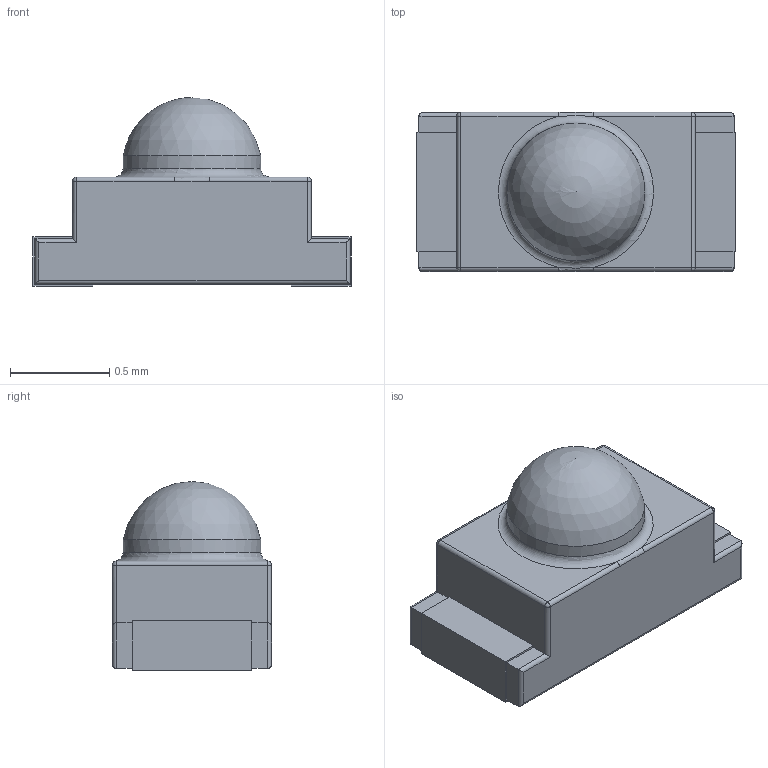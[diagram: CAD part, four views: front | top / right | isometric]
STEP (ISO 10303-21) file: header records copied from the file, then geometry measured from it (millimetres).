
FILE_DESCRIPTION(/* description */ ('Unknown'),/* implementation_level */ '2;1');
FILE_NAME(/* name */ 'APTD1608LSECK_J3-PF',/* time_stamp */ '2023-05-10T13:29:14+02:00',/* author */ ('Unknown'),/* organization */ ('Unknown'),/* preprocessor_version */ 'ST-DEVELOPER v18.102',/* originating_system */ 'Solid Edge',/* authorisation */ 'Unknown');
FILE_SCHEMA (('AUTOMOTIVE_DESIGN {1 0 10303 214 3 1 1}'));
Length unit declared in the file: millimetre
Products named in the file (1): APTD1608LSECK_J3-PF
Bounding box: 1.6 x 0.8 x 0.95 mm (x, y, z)
Volume: 0.7 mm3; surface area: 5.3 mm2
Topology: 1 solids, 1 shells, 60 faces, 149 edges, 87 vertices
Faces by surface type: plane 31, cylinder 20, sphere 5, bspline 2, cone 1, torus 1
Entity records: 2230 total; most frequent: CARTESIAN_POINT 318, DIRECTION 285, ORIENTED_EDGE 278, EDGE_CURVE 139, LINE 103, VECTOR 103, AXIS2_PLACEMENT_3D 91, VERTEX_POINT 84
